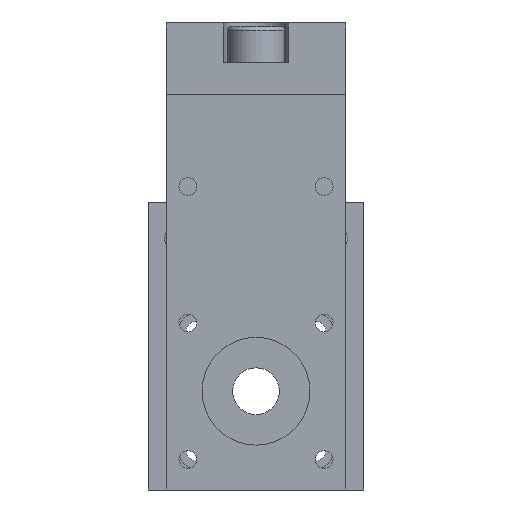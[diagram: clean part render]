
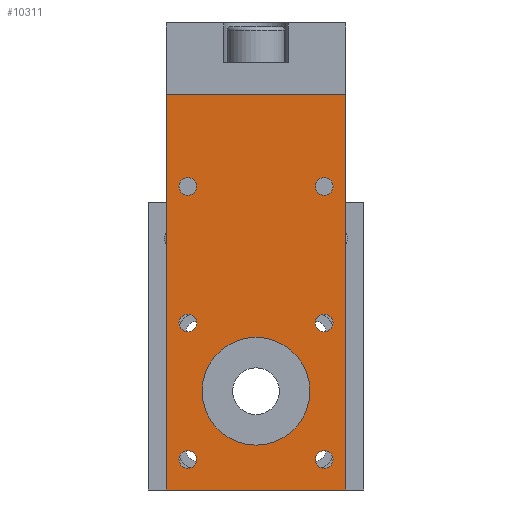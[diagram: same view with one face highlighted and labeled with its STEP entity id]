
A CAD part, left-side view. The second image highlights one B-rep face of the part: STEP entity #10311.
In plain terms, the highlighted face is planar.
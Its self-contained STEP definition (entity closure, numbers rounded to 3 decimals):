
#733=LINE('',#14886,#1606);
#737=LINE('',#14894,#1610);
#740=LINE('',#14900,#1613);
#743=LINE('',#14905,#1616);
#1606=VECTOR('',#12004,50.);
#1610=VECTOR('',#12010,110.);
#1613=VECTOR('',#12015,50.);
#1616=VECTOR('',#12020,110.);
#2484=PLANE('',#10956);
#2863=FACE_BOUND('',#3935,.T.);
#2864=FACE_BOUND('',#3936,.T.);
#2865=FACE_BOUND('',#3937,.T.);
#2866=FACE_BOUND('',#3938,.T.);
#2867=FACE_BOUND('',#3939,.T.);
#2868=FACE_BOUND('',#3940,.T.);
#2869=FACE_BOUND('',#3941,.T.);
#3311=FACE_OUTER_BOUND('',#3934,.T.);
#3934=EDGE_LOOP('',(#7549,#7550,#7551,#7552));
#3935=EDGE_LOOP('',(#7553));
#3936=EDGE_LOOP('',(#7554));
#3937=EDGE_LOOP('',(#7555));
#3938=EDGE_LOOP('',(#7556));
#3939=EDGE_LOOP('',(#7557));
#3940=EDGE_LOOP('',(#7558));
#3941=EDGE_LOOP('',(#7559));
#4795=CIRCLE('',#10929,2.459);
#4797=CIRCLE('',#10932,2.459);
#4799=CIRCLE('',#10935,2.459);
#4801=CIRCLE('',#10938,2.459);
#4803=CIRCLE('',#10941,2.459);
#4805=CIRCLE('',#10944,2.459);
#4808=CIRCLE('',#10949,15.);
#5162=VERTEX_POINT('',#14845);
#5164=VERTEX_POINT('',#14850);
#5166=VERTEX_POINT('',#14855);
#5168=VERTEX_POINT('',#14860);
#5170=VERTEX_POINT('',#14865);
#5172=VERTEX_POINT('',#14870);
#5175=VERTEX_POINT('',#14878);
#5177=VERTEX_POINT('',#14884);
#5178=VERTEX_POINT('',#14885);
#5181=VERTEX_POINT('',#14893);
#5183=VERTEX_POINT('',#14899);
#6144=EDGE_CURVE('',#5162,#5162,#4795,.T.);
#6146=EDGE_CURVE('',#5164,#5164,#4797,.T.);
#6148=EDGE_CURVE('',#5166,#5166,#4799,.T.);
#6150=EDGE_CURVE('',#5168,#5168,#4801,.T.);
#6152=EDGE_CURVE('',#5170,#5170,#4803,.T.);
#6154=EDGE_CURVE('',#5172,#5172,#4805,.T.);
#6157=EDGE_CURVE('',#5175,#5175,#4808,.T.);
#6159=EDGE_CURVE('',#5177,#5178,#733,.T.);
#6163=EDGE_CURVE('',#5178,#5181,#737,.T.);
#6166=EDGE_CURVE('',#5181,#5183,#740,.T.);
#6169=EDGE_CURVE('',#5183,#5177,#743,.T.);
#7549=ORIENTED_EDGE('',*,*,#6159,.F.);
#7550=ORIENTED_EDGE('',*,*,#6169,.F.);
#7551=ORIENTED_EDGE('',*,*,#6166,.F.);
#7552=ORIENTED_EDGE('',*,*,#6163,.F.);
#7553=ORIENTED_EDGE('',*,*,#6144,.T.);
#7554=ORIENTED_EDGE('',*,*,#6146,.T.);
#7555=ORIENTED_EDGE('',*,*,#6148,.T.);
#7556=ORIENTED_EDGE('',*,*,#6150,.T.);
#7557=ORIENTED_EDGE('',*,*,#6152,.T.);
#7558=ORIENTED_EDGE('',*,*,#6154,.T.);
#7559=ORIENTED_EDGE('',*,*,#6157,.T.);
#10311=ADVANCED_FACE('',(#3311,#2863,#2864,#2865,#2866,#2867,#2868,#2869),
#2484,.T.);
#10929=AXIS2_PLACEMENT_3D('',#14846,#11956,#11957);
#10932=AXIS2_PLACEMENT_3D('',#14851,#11962,#11963);
#10935=AXIS2_PLACEMENT_3D('',#14856,#11968,#11969);
#10938=AXIS2_PLACEMENT_3D('',#14861,#11974,#11975);
#10941=AXIS2_PLACEMENT_3D('',#14866,#11980,#11981);
#10944=AXIS2_PLACEMENT_3D('',#14871,#11986,#11987);
#10949=AXIS2_PLACEMENT_3D('',#14879,#11996,#11997);
#10956=AXIS2_PLACEMENT_3D('',#14907,#12022,#12023);
#11956=DIRECTION('center_axis',(0.,0.,-1.));
#11957=DIRECTION('ref_axis',(1.,0.,0.));
#11962=DIRECTION('center_axis',(0.,0.,-1.));
#11963=DIRECTION('ref_axis',(1.,0.,0.));
#11968=DIRECTION('center_axis',(0.,0.,-1.));
#11969=DIRECTION('ref_axis',(1.,0.,0.));
#11974=DIRECTION('center_axis',(0.,0.,-1.));
#11975=DIRECTION('ref_axis',(1.,0.,0.));
#11980=DIRECTION('center_axis',(0.,0.,-1.));
#11981=DIRECTION('ref_axis',(1.,0.,0.));
#11986=DIRECTION('center_axis',(0.,0.,-1.));
#11987=DIRECTION('ref_axis',(1.,0.,0.));
#11996=DIRECTION('center_axis',(0.,0.,-1.));
#11997=DIRECTION('ref_axis',(1.,0.,0.));
#12004=DIRECTION('',(0.,-1.,0.));
#12010=DIRECTION('',(-1.,0.,0.));
#12015=DIRECTION('',(0.,1.,0.));
#12020=DIRECTION('',(1.,0.,0.));
#12022=DIRECTION('center_axis',(0.,0.,1.));
#12023=DIRECTION('ref_axis',(1.,0.,0.));
#14845=CARTESIAN_POINT('',(30.854,-33.291,20.));
#14846=CARTESIAN_POINT('Origin',(28.395,-33.291,20.));
#14850=CARTESIAN_POINT('',(68.854,4.709,20.));
#14851=CARTESIAN_POINT('Origin',(66.395,4.709,20.));
#14855=CARTESIAN_POINT('',(-7.146,4.709,20.));
#14856=CARTESIAN_POINT('Origin',(-9.605,4.709,20.));
#14860=CARTESIAN_POINT('',(30.854,4.709,20.));
#14861=CARTESIAN_POINT('Origin',(28.395,4.709,20.));
#14865=CARTESIAN_POINT('',(-7.146,-33.291,20.));
#14866=CARTESIAN_POINT('Origin',(-9.605,-33.291,20.));
#14870=CARTESIAN_POINT('',(68.854,-33.291,20.));
#14871=CARTESIAN_POINT('Origin',(66.395,-33.291,20.));
#14878=CARTESIAN_POINT('',(24.395,-14.291,20.));
#14879=CARTESIAN_POINT('Origin',(9.395,-14.291,20.));
#14884=CARTESIAN_POINT('',(91.895,10.709,20.));
#14885=CARTESIAN_POINT('',(91.895,-39.291,20.));
#14886=CARTESIAN_POINT('',(91.895,10.709,20.));
#14893=CARTESIAN_POINT('',(-18.105,-39.291,20.));
#14894=CARTESIAN_POINT('',(91.895,-39.291,20.));
#14899=CARTESIAN_POINT('',(-18.105,10.709,20.));
#14900=CARTESIAN_POINT('',(-18.105,-39.291,20.));
#14905=CARTESIAN_POINT('',(-18.105,10.709,20.));
#14907=CARTESIAN_POINT('Origin',(36.895,-14.291,20.));
